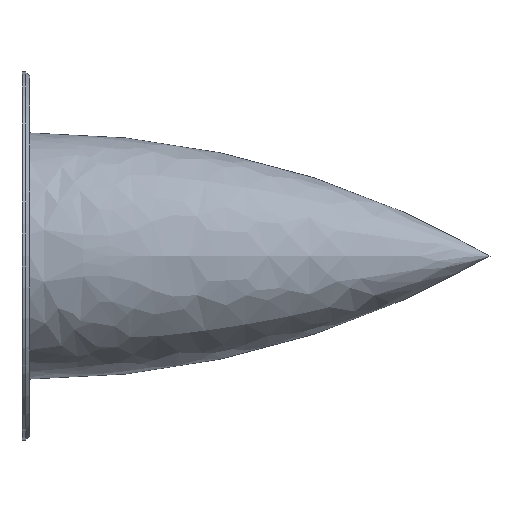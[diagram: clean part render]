
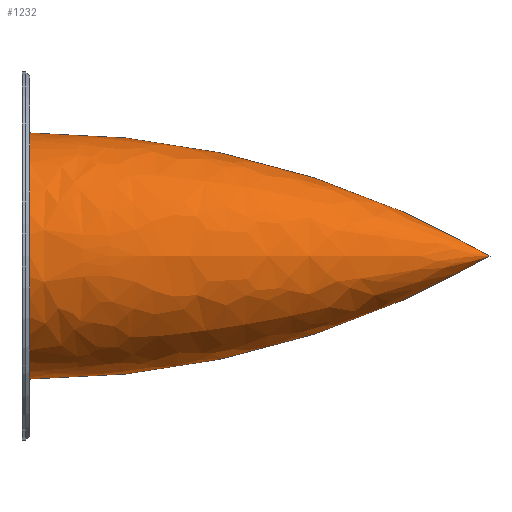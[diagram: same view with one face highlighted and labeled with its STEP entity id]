
A CAD part, top view. The second image highlights one B-rep face of the part: STEP entity #1232.
In plain terms, the highlighted free-form (B-spline) face has degree [3, 3] with [7, 4] control points.
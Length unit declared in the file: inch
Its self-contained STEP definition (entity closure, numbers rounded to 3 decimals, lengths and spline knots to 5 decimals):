
#242=CARTESIAN_POINT('',(903.,0.,0.));
#243=DIRECTION('',(1.,0.,0.));
#244=DIRECTION('',(0.,1.,0.));
#245=AXIS2_PLACEMENT_3D('',#242,#243,#244);
#457=CARTESIAN_POINT('',(903.,-520.99726,0.));
#458=DIRECTION('',(0.,0.,1.));
#459=DIRECTION('',(0.499,0.867,0.));
#460=AXIS2_PLACEMENT_3D('',#457,#458,#459);
#462=CARTESIAN_POINT('',(903.,520.99726,0.));
#463=DIRECTION('',(0.,0.,-1.));
#464=DIRECTION('',(0.499,-0.867,0.));
#465=AXIS2_PLACEMENT_3D('',#462,#463,#464);
#651=CARTESIAN_POINT('',(1203.,0.,0.));
#652=CARTESIAN_POINT('',(903.,80.2,0.));
#653=VERTEX_POINT('',#651);
#654=VERTEX_POINT('',#652);
#657=CARTESIAN_POINT('',(903.,-80.2,0.));
#658=VERTEX_POINT('',#657);
#1198=CARTESIAN_POINT('',(1203.,0.,0.));
#1199=CARTESIAN_POINT('',(1109.34163,-53.82383,
-3.38631));
#1200=CARTESIAN_POINT('',(1004.78804,-81.13602,
-5.10465));
#1201=CARTESIAN_POINT('',(896.71821,-80.00899,
-5.03374));
#1202=CARTESIAN_POINT('',(1203.,0.,0.));
#1203=CARTESIAN_POINT('',(1109.34163,-55.90776,29.7368));
#1204=CARTESIAN_POINT('',(1004.78804,-84.27741,44.82635));
#1205=CARTESIAN_POINT('',(896.71821,-83.10674,44.20368));
#1206=CARTESIAN_POINT('',(1203.,0.,0.));
#1207=CARTESIAN_POINT('',(1109.34163,-33.1886,53.93025));
#1208=CARTESIAN_POINT('',(1004.78804,-50.02972,81.29644));
#1209=CARTESIAN_POINT('',(896.71821,-49.33477,80.16718));
#1210=CARTESIAN_POINT('',(1203.,0.,0.));
#1211=CARTESIAN_POINT('',(1109.34163,0.,
53.93025));
#1212=CARTESIAN_POINT('',(1004.78804,0.,
81.29644));
#1213=CARTESIAN_POINT('',(896.71821,0.,
80.16718));
#1214=CARTESIAN_POINT('',(1203.,0.,0.));
#1215=CARTESIAN_POINT('',(1109.34163,33.1886,53.93025));
#1216=CARTESIAN_POINT('',(1004.78804,50.02972,81.29644));
#1217=CARTESIAN_POINT('',(896.71821,49.33477,80.16718));
#1218=CARTESIAN_POINT('',(1203.,0.,0.));
#1219=CARTESIAN_POINT('',(1109.34163,55.90776,29.7368));
#1220=CARTESIAN_POINT('',(1004.78804,84.27741,44.82635));
#1221=CARTESIAN_POINT('',(896.71821,83.10674,44.20368));
#1222=CARTESIAN_POINT('',(1203.,0.,0.));
#1223=CARTESIAN_POINT('',(1109.34163,53.82383,-3.38631));
#1224=CARTESIAN_POINT('',(1004.78804,81.13602,-5.10465));
#1225=CARTESIAN_POINT('',(896.71821,80.00899,-5.03374));
#1226=(BOUNDED_SURFACE()B_SPLINE_SURFACE(3,3,((#1198,#1199,#1200,#1201),(#1202,
#1203,#1204,#1205),(#1206,#1207,#1208,#1209),(#1210,#1211,#1212,#1213),(#1214,
#1215,#1216,#1217),(#1218,#1219,#1220,#1221),(#1222,#1223,#1224,#1225)),
.UNSPECIFIED.,.F.,.F.,.F.)B_SPLINE_SURFACE_WITH_KNOTS((4,3,4),(4,4),(0.,1.,
2.),(0.,1.),.UNSPECIFIED.)GEOMETRIC_REPRESENTATION_ITEM()RATIONAL_B_SPLINE_SURFACE(((1.209,1.18,1.18,1.209),(
0.954,0.932,0.932,0.954),(
0.954,0.932,0.932,0.954),(
1.209,1.18,1.18,1.209),(
0.954,0.932,0.932,0.954),(
0.954,0.932,0.932,0.954),(
1.209,1.18,1.18,1.209)))REPRESENTATION_ITEM('')SURFACE());
#1227=ORIENTED_EDGE('',*,*,#1190,.F.);
#1228=ORIENTED_EDGE('',*,*,#1193,.T.);
#1229=ORIENTED_EDGE('',*,*,#1036,.F.);
#1230=EDGE_LOOP('',(#1227,#1228,#1229));
#1231=FACE_OUTER_BOUND('',#1230,.F.);
#1232=ADVANCED_FACE('',(#1231),#1226,.T.);
#246=CIRCLE('',#245,80.2);
#461=CIRCLE('',#460,601.19726);
#466=CIRCLE('',#465,601.19726);
#1036=EDGE_CURVE('',#654,#658,#246,.T.);
#1190=EDGE_CURVE('',#653,#654,#461,.T.);
#1193=EDGE_CURVE('',#653,#658,#466,.T.);
